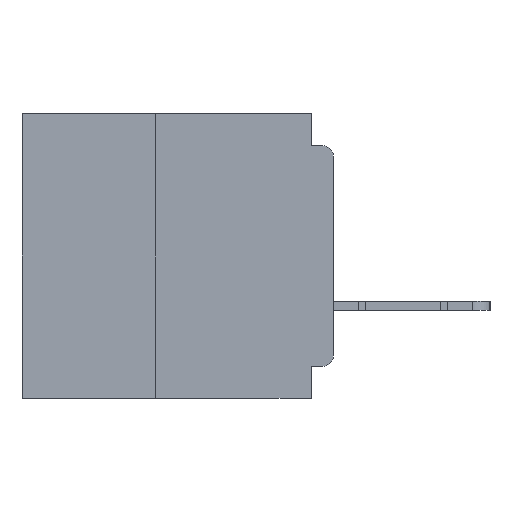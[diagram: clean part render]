
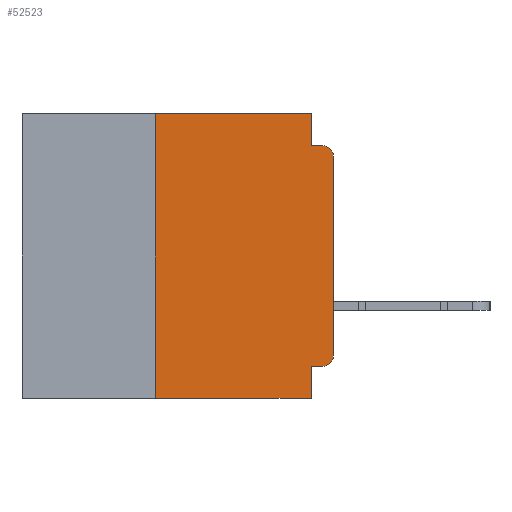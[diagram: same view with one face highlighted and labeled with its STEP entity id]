
A CAD part, left-side view. The second image highlights one B-rep face of the part: STEP entity #52523.
In plain terms, the highlighted planar face has unit normal (-1, 0, 0).
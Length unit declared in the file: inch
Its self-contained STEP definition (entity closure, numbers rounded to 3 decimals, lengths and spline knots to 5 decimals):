
#283 = DIRECTION ( 'NONE',  ( 0., 0., -1. ) ) ;
#636 = VECTOR ( 'NONE', #48060, 39.37008 ) ;
#986 = VECTOR ( 'NONE', #65623, 39.37008 ) ;
#2760 = CARTESIAN_POINT ( 'NONE',  ( 0., 0., -0.355 ) ) ;
#3977 = LINE ( 'NONE', #66357, #5627 ) ;
#5070 = FACE_OUTER_BOUND ( 'NONE', #32095, .T. ) ;
#5318 = CARTESIAN_POINT ( 'NONE',  ( 0., 0.031, 0. ) ) ;
#5627 = VECTOR ( 'NONE', #19112, 39.37008 ) ;
#5689 = VERTEX_POINT ( 'NONE', #5318 ) ;
#5976 = VECTOR ( 'NONE', #58404, 39.37008 ) ;
#6073 = CARTESIAN_POINT ( 'NONE',  ( 0., 0.015, -0.355 ) ) ;
#6188 = ORIENTED_EDGE ( 'NONE', *, *, #15653, .T. ) ;
#6318 = EDGE_CURVE ( 'NONE', #5689, #63299, #25949, .T. ) ;
#6739 = CARTESIAN_POINT ( 'NONE',  ( 0., 0.031, -0.355 ) ) ;
#6869 = VECTOR ( 'NONE', #58002, 39.37008 ) ;
#9564 = CARTESIAN_POINT ( 'NONE',  ( 0., 0.25, 0. ) ) ;
#9584 = AXIS2_PLACEMENT_3D ( 'NONE', #42934, #11247, #48208 ) ;
#11247 = DIRECTION ( 'NONE',  ( 1., 0., 0. ) ) ;
#11627 = CARTESIAN_POINT ( 'NONE',  ( 0., 0., -0.06 ) ) ;
#11823 = VECTOR ( 'NONE', #283, 39.37008 ) ;
#14343 = LINE ( 'NONE', #64758, #39185 ) ;
#14690 = VERTEX_POINT ( 'NONE', #38271 ) ;
#14765 = EDGE_CURVE ( 'NONE', #14690, #57915, #14343, .T. ) ;
#15004 = DIRECTION ( 'NONE',  ( -1., 0., 0. ) ) ;
#15653 = EDGE_CURVE ( 'NONE', #37904, #50876, #53040, .T. ) ;
#16358 = PLANE ( 'NONE',  #9584 ) ;
#17939 = CARTESIAN_POINT ( 'NONE',  ( 0., 0., -0.34 ) ) ;
#19112 = DIRECTION ( 'NONE',  ( 0., -1., 0. ) ) ;
#20964 = LINE ( 'NONE', #21205, #6869 ) ;
#21205 = CARTESIAN_POINT ( 'NONE',  ( 0., 0., -0.045 ) ) ;
#21447 = CARTESIAN_POINT ( 'NONE',  ( 0., 0.031, 0. ) ) ;
#23155 = AXIS2_PLACEMENT_3D ( 'NONE', #57430, #25945, #62655 ) ;
#23182 = ORIENTED_EDGE ( 'NONE', *, *, #51282, .F. ) ;
#23774 = VERTEX_POINT ( 'NONE', #6073 ) ;
#25227 = ORIENTED_EDGE ( 'NONE', *, *, #51571, .F. ) ;
#25945 = DIRECTION ( 'NONE',  ( -1., 0., 0. ) ) ;
#25949 = LINE ( 'NONE', #21447, #11823 ) ;
#26800 = VERTEX_POINT ( 'NONE', #9564 ) ;
#26964 = CARTESIAN_POINT ( 'NONE',  ( 0., 0.25, -0.4 ) ) ;
#27018 = CIRCLE ( 'NONE', #23155, 0.015 ) ;
#28953 = LINE ( 'NONE', #42789, #636 ) ;
#29047 = ORIENTED_EDGE ( 'NONE', *, *, #60984, .T. ) ;
#29323 = ORIENTED_EDGE ( 'NONE', *, *, #35624, .F. ) ;
#29688 = ORIENTED_EDGE ( 'NONE', *, *, #47727, .F. ) ;
#29972 = ORIENTED_EDGE ( 'NONE', *, *, #6318, .F. ) ;
#30996 = LINE ( 'NONE', #2760, #986 ) ;
#31230 = VERTEX_POINT ( 'NONE', #17939 ) ;
#32095 = EDGE_LOOP ( 'NONE', ( #29047, #6188, #54775, #29972, #29323, #23182, #46662, #29688, #25227, #49349 ) ) ;
#35624 = EDGE_CURVE ( 'NONE', #26800, #5689, #3977, .T. ) ;
#37904 = VERTEX_POINT ( 'NONE', #11627 ) ;
#38271 = CARTESIAN_POINT ( 'NONE',  ( 0., 0.25, -0.4 ) ) ;
#39185 = VECTOR ( 'NONE', #44034, 39.37008 ) ;
#40633 = CARTESIAN_POINT ( 'NONE',  ( 0., 0.031, -0.4 ) ) ;
#42789 = CARTESIAN_POINT ( 'NONE',  ( 0., 0.031, -0.4 ) ) ;
#42934 = CARTESIAN_POINT ( 'NONE',  ( 0., 0.437, 0. ) ) ;
#43835 = CARTESIAN_POINT ( 'NONE',  ( 0., 0.015, -0.045 ) ) ;
#44034 = DIRECTION ( 'NONE',  ( 0., -1., 0. ) ) ;
#44755 = CARTESIAN_POINT ( 'NONE',  ( 0., 0., 0. ) ) ;
#45363 = EDGE_CURVE ( 'NONE', #63299, #50876, #20964, .T. ) ;
#46523 = LINE ( 'NONE', #26964, #5976 ) ;
#46658 = CARTESIAN_POINT ( 'NONE',  ( 0., 0.015, -0.06 ) ) ;
#46662 = ORIENTED_EDGE ( 'NONE', *, *, #14765, .T. ) ;
#46694 = AXIS2_PLACEMENT_3D ( 'NONE', #46658, #15004, #51942 ) ;
#47727 = EDGE_CURVE ( 'NONE', #49091, #57915, #28953, .T. ) ;
#48060 = DIRECTION ( 'NONE',  ( 0., 0., -1. ) ) ;
#48208 = DIRECTION ( 'NONE',  ( 0., 0., -1. ) ) ;
#49091 = VERTEX_POINT ( 'NONE', #6739 ) ;
#49349 = ORIENTED_EDGE ( 'NONE', *, *, #49457, .T. ) ;
#49457 = EDGE_CURVE ( 'NONE', #23774, #31230, #27018, .T. ) ;
#50876 = VERTEX_POINT ( 'NONE', #43835 ) ;
#51282 = EDGE_CURVE ( 'NONE', #14690, #26800, #46523, .T. ) ;
#51571 = EDGE_CURVE ( 'NONE', #23774, #49091, #30996, .T. ) ;
#51942 = DIRECTION ( 'NONE',  ( 0., 0., -1. ) ) ;
#52523 = ADVANCED_FACE ( 'NONE', ( #5070 ), #16358, .F. ) ;
#53040 = CIRCLE ( 'NONE', #46694, 0.015 ) ;
#54775 = ORIENTED_EDGE ( 'NONE', *, *, #45363, .F. ) ;
#57430 = CARTESIAN_POINT ( 'NONE',  ( 0., 0.015, -0.34 ) ) ;
#57915 = VERTEX_POINT ( 'NONE', #40633 ) ;
#57929 = VECTOR ( 'NONE', #65688, 39.37008 ) ;
#58002 = DIRECTION ( 'NONE',  ( 0., -1., 0. ) ) ;
#58404 = DIRECTION ( 'NONE',  ( 0., 0., 1. ) ) ;
#59551 = LINE ( 'NONE', #44755, #57929 ) ;
#60669 = CARTESIAN_POINT ( 'NONE',  ( 0., 0.031, -0.045 ) ) ;
#60984 = EDGE_CURVE ( 'NONE', #31230, #37904, #59551, .T. ) ;
#62655 = DIRECTION ( 'NONE',  ( 0., 0., -1. ) ) ;
#63299 = VERTEX_POINT ( 'NONE', #60669 ) ;
#64758 = CARTESIAN_POINT ( 'NONE',  ( 0., 0.437, -0.4 ) ) ;
#65623 = DIRECTION ( 'NONE',  ( 0., 1., 0. ) ) ;
#65688 = DIRECTION ( 'NONE',  ( 0., 0., 1. ) ) ;
#66357 = CARTESIAN_POINT ( 'NONE',  ( 0., 0.437, 0. ) ) ;
